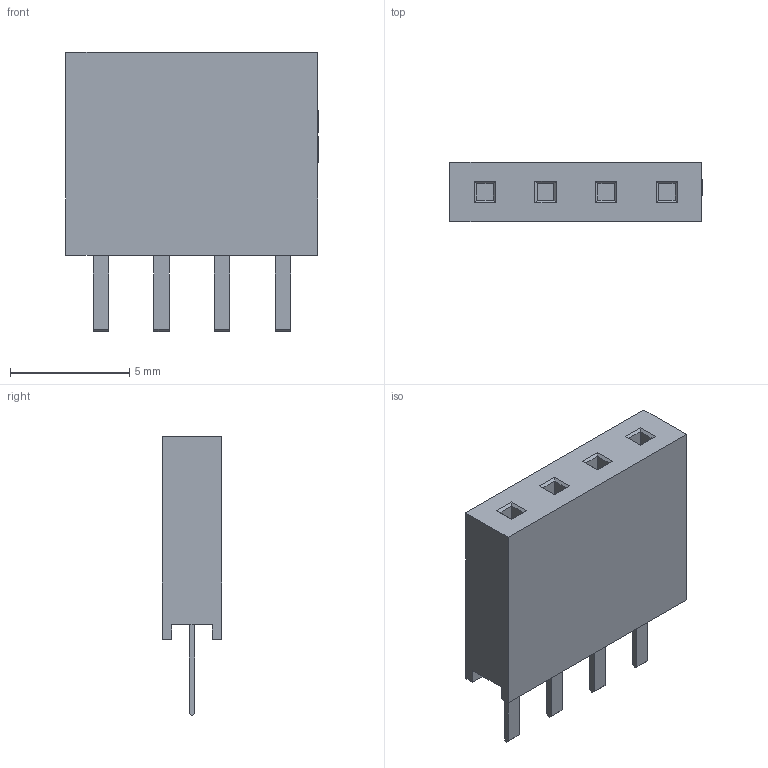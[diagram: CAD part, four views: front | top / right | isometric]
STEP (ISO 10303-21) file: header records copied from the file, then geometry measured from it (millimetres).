
FILE_DESCRIPTION (( 'STEP AP214' ), '1' );
FILE_NAME ('HDR-TH_4P-P2.54-F-LI-1X4P.step', '2022-07-02T12:33:44', ( '' ), ( '' ), 'SwSTEP 2.0', 'SolidWorks 2020', '' );
FILE_SCHEMA (( 'AUTOMOTIVE_DESIGN' ));
Length unit declared in the file: millimetre
Products named in the file (1): HDR-TH_4P-P2.54-F-LI-1X4P
Bounding box: 10.57 x 2.5 x 11.7 mm (x, y, z)
Volume: 212.1 mm3; surface area: 335.1 mm2
Topology: 1 solids, 1 shells, 358 faces, 950 edges, 628 vertices
Faces by surface type: plane 244, bspline 114
Entity records: 15362 total; most frequent: CARTESIAN_POINT 4299, ORIENTED_EDGE 1900, DIRECTION 1208, EDGE_CURVE 950, LINE 718, VECTOR 718, VERTEX_POINT 628, EDGE_LOOP 392
